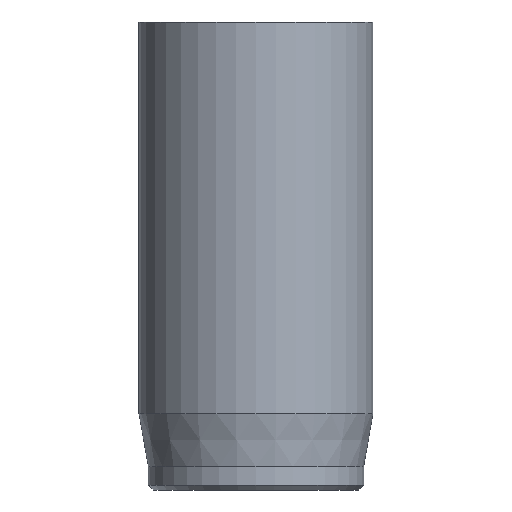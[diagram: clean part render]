
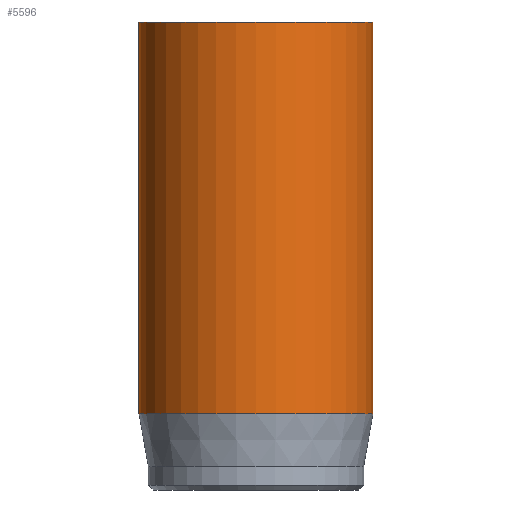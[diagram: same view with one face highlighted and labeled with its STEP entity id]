
A CAD part, front view. The second image highlights one B-rep face of the part: STEP entity #5596.
In plain terms, the highlighted cylindrical face has radius 5 mm (diameter 10 mm), a full revolution.
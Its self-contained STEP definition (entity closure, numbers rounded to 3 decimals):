
#32=CYLINDRICAL_SURFACE('',#5795,5.);
#47=CIRCLE('',#5762,5.);
#63=CIRCLE('',#5793,5.);
#64=CIRCLE('',#5794,5.);
#496=FACE_OUTER_BOUND('',#825,.T.);
#825=EDGE_LOOP('',(#5024,#5025,#5026,#5027,#5028));
#1251=LINE('',#10589,#1683);
#1683=VECTOR('',#6485,5.);
#2582=VERTEX_POINT('',#10528);
#2598=VERTEX_POINT('',#10583);
#2599=VERTEX_POINT('',#10584);
#3388=EDGE_CURVE('',#2582,#2582,#47,.T.);
#3412=EDGE_CURVE('',#2598,#2599,#63,.T.);
#3413=EDGE_CURVE('',#2599,#2598,#64,.T.);
#3415=EDGE_CURVE('',#2582,#2598,#1251,.T.);
#5024=ORIENTED_EDGE('',*,*,#3388,.T.);
#5025=ORIENTED_EDGE('',*,*,#3415,.T.);
#5026=ORIENTED_EDGE('',*,*,#3412,.T.);
#5027=ORIENTED_EDGE('',*,*,#3413,.T.);
#5028=ORIENTED_EDGE('',*,*,#3415,.F.);
#5596=ADVANCED_FACE('',(#496),#32,.T.);
#5762=AXIS2_PLACEMENT_3D('',#10529,#6408,#6409);
#5793=AXIS2_PLACEMENT_3D('',#10585,#6478,#6479);
#5794=AXIS2_PLACEMENT_3D('',#10586,#6480,#6481);
#5795=AXIS2_PLACEMENT_3D('',#10588,#6483,#6484);
#6408=DIRECTION('center_axis',(0.,0.,-1.));
#6409=DIRECTION('ref_axis',(-1.,0.,0.));
#6478=DIRECTION('center_axis',(0.,0.,1.));
#6479=DIRECTION('ref_axis',(-1.,0.,0.));
#6480=DIRECTION('center_axis',(0.,0.,1.));
#6481=DIRECTION('ref_axis',(-1.,0.,0.));
#6483=DIRECTION('center_axis',(0.,0.,1.));
#6484=DIRECTION('ref_axis',(-1.,0.,0.));
#6485=DIRECTION('',(0.,0.,-1.));
#10528=CARTESIAN_POINT('',(5.,0.,20.));
#10529=CARTESIAN_POINT('Origin',(0.,0.,20.));
#10583=CARTESIAN_POINT('',(5.,0.,3.269));
#10584=CARTESIAN_POINT('',(-5.,0.,3.269));
#10585=CARTESIAN_POINT('Origin',(0.,0.,3.269));
#10586=CARTESIAN_POINT('Origin',(0.,0.,3.269));
#10588=CARTESIAN_POINT('Origin',(0.,0.,0.));
#10589=CARTESIAN_POINT('',(5.,0.,0.));
